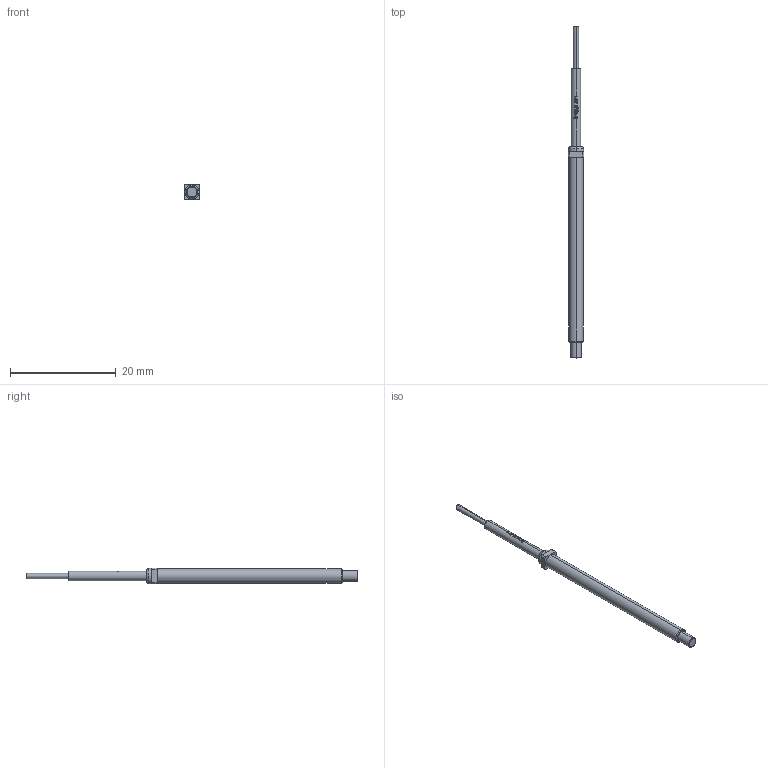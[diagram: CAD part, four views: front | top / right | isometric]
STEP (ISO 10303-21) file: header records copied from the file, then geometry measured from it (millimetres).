
FILE_DESCRIPTION (( 'STEP AP203' ), '1' );
FILE_NAME ('INGUN_GKS-313_302_100_A_xx02_M.STEP', '2022-01-31T07:25:42', ( 'ochi' ), ( '' ), 'SwSTEP 2.0', 'SolidWorks 2018', '' );
FILE_SCHEMA (( 'CONFIG_CONTROL_DESIGN' ));
Length unit declared in the file: millimetre
Products named in the file (1): INGUN_GKS-313_302_100_A_xx02_M
Bounding box: 3 x 62.8 x 3 mm (x, y, z)
Volume: 261.9 mm3; surface area: 455.2 mm2
Topology: 1 solids, 1 shells, 112 faces, 306 edges, 202 vertices
Faces by surface type: plane 51, cylinder 33, bspline 22, cone 4, torus 2
Entity records: 3933 total; most frequent: CARTESIAN_POINT 1141, ORIENTED_EDGE 612, DIRECTION 514, EDGE_CURVE 306, AXIS2_PLACEMENT_3D 203, VERTEX_POINT 202, EDGE_LOOP 118, ADVANCED_FACE 112
